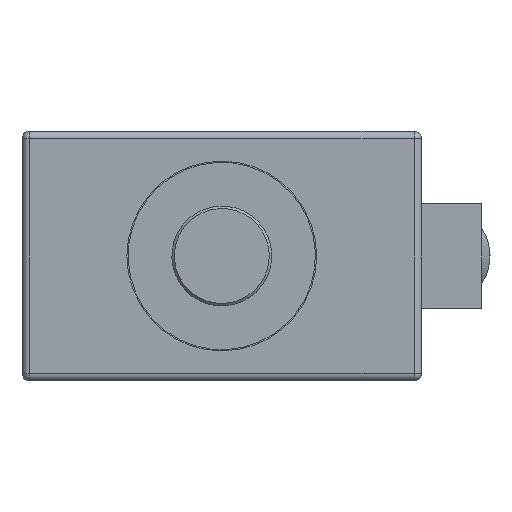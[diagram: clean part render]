
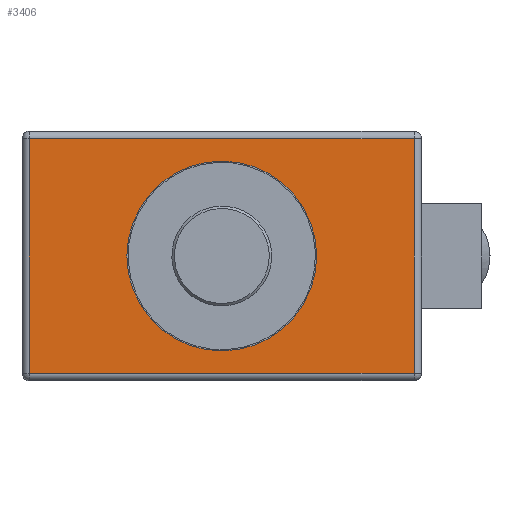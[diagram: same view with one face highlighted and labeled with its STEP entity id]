
A CAD part, front view. The second image highlights one B-rep face of the part: STEP entity #3406.
In plain terms, the highlighted planar face has unit normal (0, -1, 0).
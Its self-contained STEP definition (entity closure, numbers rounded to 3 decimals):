
#116=FACE_BOUND('',#507,.T.);
#264=FACE_OUTER_BOUND('',#506,.T.);
#506=EDGE_LOOP('',(#2538,#2539,#2540,#2541));
#507=EDGE_LOOP('',(#2542));
#798=LINE('',#5450,#1101);
#799=LINE('',#5452,#1102);
#800=LINE('',#5454,#1103);
#801=LINE('',#5455,#1104);
#1101=VECTOR('',#4298,10.);
#1102=VECTOR('',#4299,10.);
#1103=VECTOR('',#4300,10.);
#1104=VECTOR('',#4301,10.);
#1342=CIRCLE('',#3689,19.);
#1548=VERTEX_POINT('',#5395);
#1565=VERTEX_POINT('',#5448);
#1566=VERTEX_POINT('',#5449);
#1567=VERTEX_POINT('',#5451);
#1568=VERTEX_POINT('',#5453);
#1897=EDGE_CURVE('',#1548,#1548,#1342,.T.);
#1921=EDGE_CURVE('',#1565,#1566,#798,.T.);
#1922=EDGE_CURVE('',#1567,#1565,#799,.T.);
#1923=EDGE_CURVE('',#1568,#1567,#800,.T.);
#1924=EDGE_CURVE('',#1566,#1568,#801,.T.);
#2538=ORIENTED_EDGE('',*,*,#1921,.F.);
#2539=ORIENTED_EDGE('',*,*,#1922,.F.);
#2540=ORIENTED_EDGE('',*,*,#1923,.F.);
#2541=ORIENTED_EDGE('',*,*,#1924,.F.);
#2542=ORIENTED_EDGE('',*,*,#1897,.T.);
#3249=PLANE('',#3712);
#3406=ADVANCED_FACE('',(#264,#116),#3249,.T.);
#3689=AXIS2_PLACEMENT_3D('',#5397,#4239,#4240);
#3712=AXIS2_PLACEMENT_3D('',#5447,#4296,#4297);
#4239=DIRECTION('center_axis',(0.,1.,0.));
#4240=DIRECTION('ref_axis',(1.,0.,0.));
#4296=DIRECTION('center_axis',(0.,-1.,0.));
#4297=DIRECTION('ref_axis',(1.,0.,0.));
#4298=DIRECTION('',(-1.,0.,0.));
#4299=DIRECTION('',(0.,0.,-1.));
#4300=DIRECTION('',(1.,0.,0.));
#4301=DIRECTION('',(0.,0.,1.));
#5395=CARTESIAN_POINT('',(-16.391,-37.561,0.));
#5397=CARTESIAN_POINT('Origin',(2.609,-37.561,0.));
#5447=CARTESIAN_POINT('Origin',(-37.391,-37.561,-25.));
#5448=CARTESIAN_POINT('',(41.109,-37.561,-23.5));
#5449=CARTESIAN_POINT('',(-35.891,-37.561,-23.5));
#5450=CARTESIAN_POINT('',(-17.391,-37.561,-23.5));
#5451=CARTESIAN_POINT('',(41.109,-37.561,23.5));
#5452=CARTESIAN_POINT('',(41.109,-37.561,-25.));
#5453=CARTESIAN_POINT('',(-35.891,-37.561,23.5));
#5454=CARTESIAN_POINT('',(-17.391,-37.561,23.5));
#5455=CARTESIAN_POINT('',(-35.891,-37.561,-25.));
